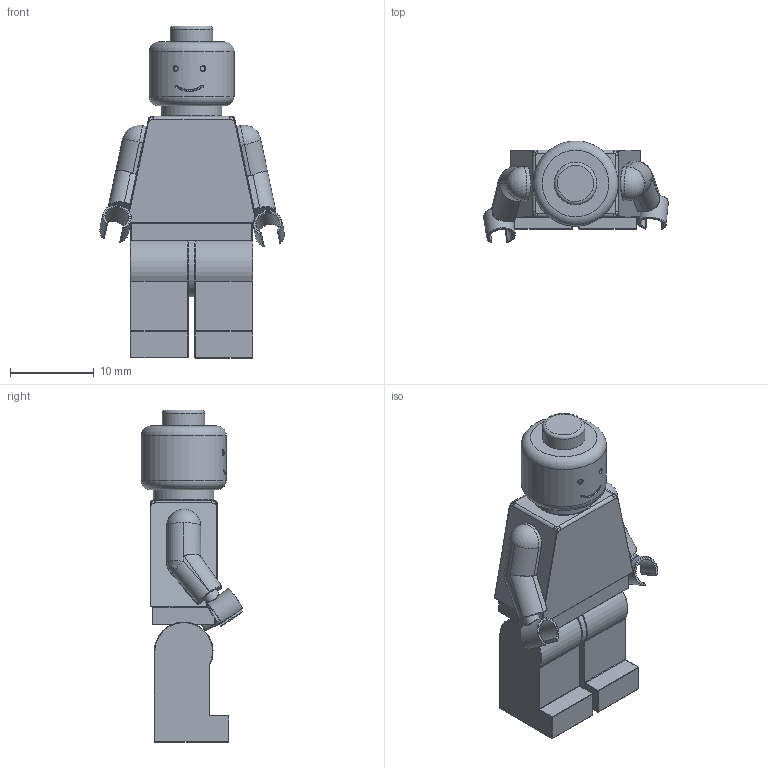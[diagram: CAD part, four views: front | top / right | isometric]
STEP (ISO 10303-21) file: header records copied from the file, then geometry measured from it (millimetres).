
FILE_DESCRIPTION(/* description */ (''),/* implementation_level */ '2;1');
FILE_NAME(/* name */ 'c1f7009e-3d2f-43be-8011-7b60d866362d.stp',/* time_stamp */ '2025-07-04T19:56:28Z',/* author */ (''),/* organization */ (''),/* preprocessor_version */ 'ST-DEVELOPER v20.1',/* originating_system */ 'Autodesk Translation Framework v14.10.0.0',/* authorisation */ '');
FILE_SCHEMA (('AUTOMOTIVE_DESIGN { 1 0 10303 214 3 1 1 }'));
Length unit declared in the file: millimetre
Products named in the file (13): minifig; head; hipJoint; minifigPants; legL; legR; arms; armR; armL; hands; handL; handR; body
Assembly tree (12 placements, depth 3):
  minifig
    head
    hipJoint
    minifigPants
      legL
      legR
    arms
      armR
      armL
    hands
      handL
      handR
    body
Bounding box: 22.05 x 12.14 x 39.62 mm (x, y, z)
Volume: 3644.1 mm3; surface area: 3708.9 mm2
Topology: 9 solids, 9 shells, 409 faces, 877 edges, 501 vertices
Faces by surface type: cylinder 147, plane 85, bspline 66, torus 61, sphere 46, cone 4
Full cylindrical faces by diameter (mm): 1.651 x4, 1.905 x4, 2.54 x4, 5.08 x5, 7.239 x1, 10.16 x1
Entity records: 15194 total; most frequent: CARTESIAN_POINT 6074, DIRECTION 1953, ORIENTED_EDGE 1742, EDGE_CURVE 871, AXIS2_PLACEMENT_3D 826, VERTEX_POINT 501, EDGE_LOOP 430, CIRCLE 428
